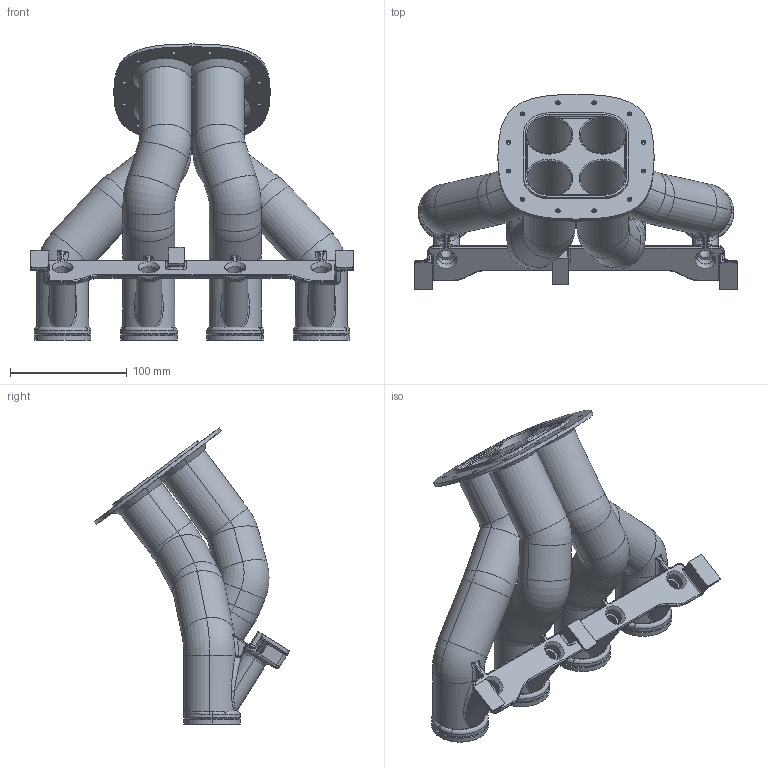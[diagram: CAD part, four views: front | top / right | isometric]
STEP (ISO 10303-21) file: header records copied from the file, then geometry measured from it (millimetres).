
FILE_DESCRIPTION(('CATIA V5 STEP Exchange'),'2;1');
FILE_NAME('Tubulures d''admission.stp','2018-02-02T14:05:25+00:00',('none'),('none'),'CATIA Version 5 Release 19 SP 2 (IN-10)','CATIA V5 STEP AP203','none');
FILE_SCHEMA(('CONFIG_CONTROL_DESIGN'));
Length unit declared in the file: millimetre
Products named in the file (1): tubulure1
Bounding box: 277 x 167.42 x 254 mm (x, y, z)
Volume: 523445.6 mm3; surface area: 317351.2 mm2
Topology: 1 solids, 1 shells, 668 faces, 1608 edges, 893 vertices
Faces by surface type: cylinder 284, bspline 146, torus 112, plane 80, cone 24, sphere 12, revolution 6, extrusion 4
Entity records: 28903 total; most frequent: CARTESIAN_POINT 15703, ORIENTED_EDGE 3116, DIRECTION 1881, EDGE_CURVE 1558, AXIS2_PLACEMENT_3D 1036, VERTEX_POINT 893, EDGE_LOOP 715, CIRCLE 670
